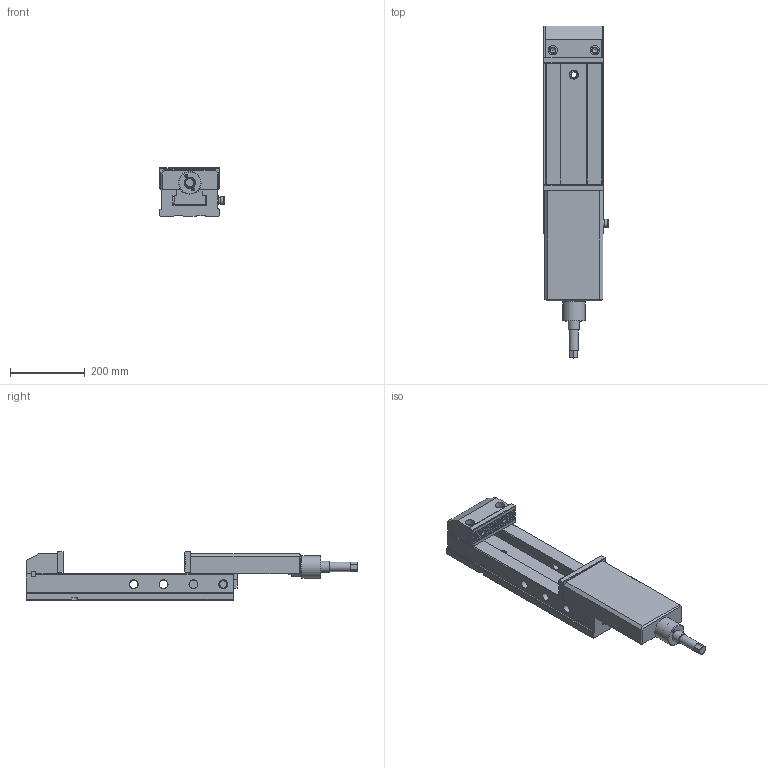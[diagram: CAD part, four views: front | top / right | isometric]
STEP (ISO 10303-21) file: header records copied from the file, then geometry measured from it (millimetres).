
FILE_DESCRIPTION(/* description */ (''),/* implementation_level */ '2;1');
FILE_NAME(/* name */ '31_160_Mordaza.stp',/* time_stamp */ '2013-07-29T13:19:35+02:00',/* author */ (''),/* organization */ (''),/* preprocessor_version */ 'ST-DEVELOPER v11',/* originating_system */ 'SIEMENS PLM Software NX 7.5',/* authorisation */ '');
FILE_SCHEMA (('AUTOMOTIVE_DESIGN { 1 0 10303 214 1 1 1 1 }'));
Length unit declared in the file: millimetre
Products named in the file (1): 31_160_Mordaza
Bounding box: 171.8 x 888.18 x 129 mm (x, y, z)
Volume: 7139704.4 mm3; surface area: 841885.9 mm2
Topology: 18 solids, 18 shells, 541 faces, 1428 edges, 951 vertices
Faces by surface type: plane 332, cylinder 110, cone 71, sphere 24, torus 2, revolution 2
Full cylindrical faces by diameter (mm): 3.432 x2, 4 x2, 4.5 x2, 5.188 x4, 6.985 x4, 8.782 x2, 9 x4, 10 x1, 11 x2, 12.376 x2, 14 x4, 14.376 x2, 15 x4, 17 x4, 20 x2, 20.5 x1, 21 x1, 22 x14, 24 x2, 25 x3, 26 x1, 28 x1, 28.6 x1, 30 x5, 30.25 x1, 32 x3, 32.5 x1, 36 x2, 40 x2, 42 x3
Entity records: 18774 total; most frequent: CARTESIAN_POINT 2836, DIRECTION 2491, ORIENTED_EDGE 2224, EDGE_CURVE 1112, AXIS2_PLACEMENT_3D 888, VERTEX_POINT 839, EDGE_LOOP 819, LINE 713
